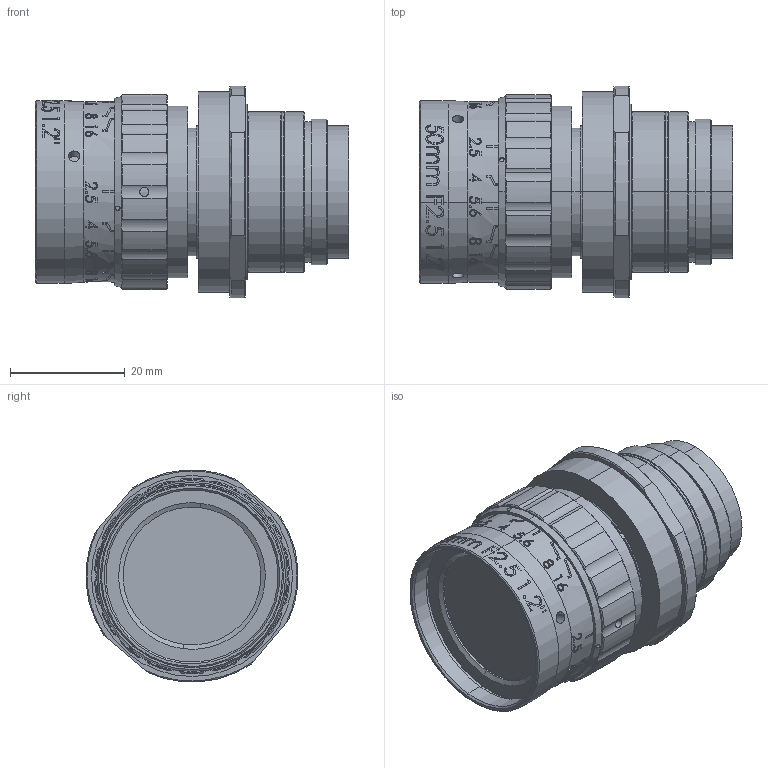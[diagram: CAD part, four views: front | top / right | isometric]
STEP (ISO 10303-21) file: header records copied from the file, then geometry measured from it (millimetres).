
FILE_DESCRIPTION (( 'STEP AP203' ), '1' );
FILE_NAME ('1_2 50mm ¾µÍ· 3DÍ¼.STEP', '2021-10-11T03:42:40', ( '' ), ( '' ), 'SwSTEP 2.0', 'SolidWorks 2018', '' );
FILE_SCHEMA (( 'CONFIG_CONTROL_DESIGN' ));
Length unit declared in the file: inch
Products named in the file (8): C諉諳惕踡遠-侂馨(1); C 諉諳-侂馨(1); 嫖擊覃誹遠; 1_2 50mm 噩芛 3D芞; 10mmC接口延长圈; 1901覦趼遠; C諉諳郪璃; 噩芠
Assembly tree (7 placements, depth 3):
  1_2 50mm 噩芛 3D芞
    噩芠
    1901覦趼遠
    10mmC接口延长圈
    C諉諳郪璃
      C 諉諳-侂馨(1)
      C諉諳惕踡遠-侂馨(1)
    嫖擊覃誹遠
Bounding box: 54.55 x 36.87 x 36.87 mm (x, y, z)
Volume: 37146.8 mm3; surface area: 19306.6 mm2
Topology: 6 solids, 6 shells, 984 faces, 2591 edges, 1709 vertices
Faces by surface type: bspline 334, plane 322, cylinder 229, cone 99
Entity records: 60633 total; most frequent: CARTESIAN_POINT 38107, ORIENTED_EDGE 5182, DIRECTION 3393, EDGE_CURVE 2591, VERTEX_POINT 1709, AXIS2_PLACEMENT_3D 1339, B_SPLINE_CURVE_WITH_KNOTS 1198, EDGE_LOOP 1092
